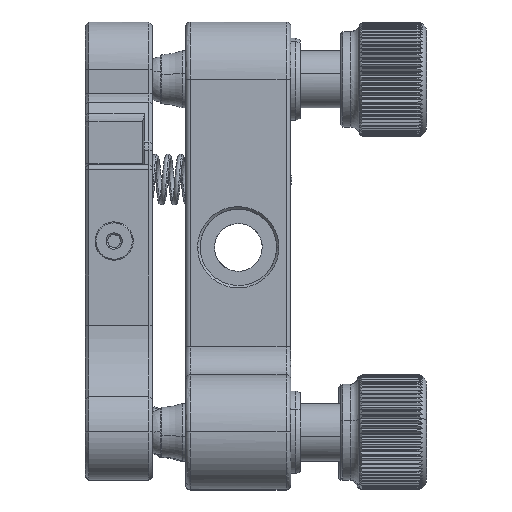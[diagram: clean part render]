
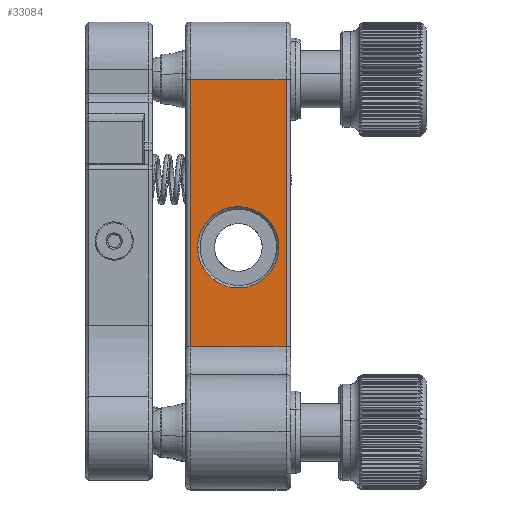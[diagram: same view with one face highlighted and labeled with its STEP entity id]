
A CAD part, top view. The second image highlights one B-rep face of the part: STEP entity #33084.
In plain terms, the highlighted planar face has unit normal (0, 0, 1).
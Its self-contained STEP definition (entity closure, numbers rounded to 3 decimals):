
#872 = CARTESIAN_POINT ( 'NONE',  ( 1.112, 5.039, -12.5 ) ) ;
#1955 = CARTESIAN_POINT ( 'NONE',  ( -3.714, 3.04, -12.5 ) ) ;
#1968 = EDGE_CURVE ( 'NONE', #3218, #5733, #44189, .T. ) ;
#3218 = VERTEX_POINT ( 'NONE', #28001 ) ;
#3526 = CARTESIAN_POINT ( 'NONE',  ( -3.714, -1.24, -12.5 ) ) ;
#3910 = FACE_OUTER_BOUND ( 'NONE', #30849, .T. ) ;
#4077 = CARTESIAN_POINT ( 'NONE',  ( 2.14, -2.814, -12.5 ) ) ;
#4284 = CARTESIAN_POINT ( 'NONE',  ( 5., 18.5, -12.5 ) ) ;
#4600 = ORIENTED_EDGE ( 'NONE', *, *, #28044, .F. ) ;
#5733 = VERTEX_POINT ( 'NONE', #51447 ) ;
#6093 = CARTESIAN_POINT ( 'NONE',  ( 4.25, 0.9, -12.5 ) ) ;
#6103 = EDGE_CURVE ( 'NONE', #43793, #5733, #35928, .T. ) ;
#6713 = CARTESIAN_POINT ( 'NONE',  ( 4.25, 0.9, -12.5 ) ) ;
#6742 = EDGE_CURVE ( 'NONE', #43715, #20755, #52788, .T. ) ;
#8285 = CARTESIAN_POINT ( 'NONE',  ( -1.667, -9.5, -12.5 ) ) ;
#9141 = CARTESIAN_POINT ( 'NONE',  ( 0.556, 5.15, -12.5 ) ) ;
#9292 = B_SPLINE_CURVE_WITH_KNOTS ( 'NONE', 3,
 ( #36601, #44277, #52504, #52768 ),
 .UNSPECIFIED., .F., .F.,
 ( 4, 4 ),
 ( 0., 1. ),
 .UNSPECIFIED. ) ;
#9295 = CARTESIAN_POINT ( 'NONE',  ( 4.25, 0.9, -12.5 ) ) ;
#12927 = CARTESIAN_POINT ( 'NONE',  ( -5., -9.5, -12.5 ) ) ;
#13365 = ORIENTED_EDGE ( 'NONE', *, *, #1968, .T. ) ;
#15031 = ORIENTED_EDGE ( 'NONE', *, *, #18194, .F. ) ;
#16158 = CARTESIAN_POINT ( 'NONE',  ( -1.112, -3.239, -12.5 ) ) ;
#16261 = CARTESIAN_POINT ( 'NONE',  ( -5.5, 24.5, -12.5 ) ) ;
#18194 = EDGE_CURVE ( 'NONE', #3218, #42404, #39054, .T. ) ;
#18409 = CARTESIAN_POINT ( 'NONE',  ( -4.139, 2.012, -12.5 ) ) ;
#18585 = EDGE_CURVE ( 'NONE', #20755, #43715, #49415, .T. ) ;
#20260 = CARTESIAN_POINT ( 'NONE',  ( -3.399, -1.712, -12.5 ) ) ;
#20369 = FACE_BOUND ( 'NONE', #38182, .T. ) ;
#20755 = VERTEX_POINT ( 'NONE', #6713 ) ;
#20797 = CARTESIAN_POINT ( 'NONE',  ( 2.612, -2.499, -12.5 ) ) ;
#21527 = CARTESIAN_POINT ( 'NONE',  ( 5., -0.167, -12.5 ) ) ;
#22151 = CARTESIAN_POINT ( 'NONE',  ( 3.399, -1.712, -12.5 ) ) ;
#22806 = CARTESIAN_POINT ( 'NONE',  ( -1.112, 5.039, -12.5 ) ) ;
#24915 = CARTESIAN_POINT ( 'NONE',  ( -4.139, -0.212, -12.5 ) ) ;
#25107 = CARTESIAN_POINT ( 'NONE',  ( 5., 9.167, -12.5 ) ) ;
#25839 = CARTESIAN_POINT ( 'NONE',  ( -3.399, 3.512, -12.5 ) ) ;
#26180 = CARTESIAN_POINT ( 'NONE',  ( 5., 18.5, -12.5 ) ) ;
#26429 = CARTESIAN_POINT ( 'NONE',  ( -5., 9.167, -12.5 ) ) ;
#26515 = CARTESIAN_POINT ( 'NONE',  ( 4.139, -0.212, -12.5 ) ) ;
#26618 = CARTESIAN_POINT ( 'NONE',  ( -5., 18.5, -12.5 ) ) ;
#28001 = CARTESIAN_POINT ( 'NONE',  ( -5., -9.5, -12.5 ) ) ;
#28044 = EDGE_CURVE ( 'NONE', #42404, #43793, #9292, .T. ) ;
#28466 = CARTESIAN_POINT ( 'NONE',  ( -4.25, 0.344, -12.5 ) ) ;
#29932 = CARTESIAN_POINT ( 'NONE',  ( 3.399, 3.512, -12.5 ) ) ;
#30540 = CARTESIAN_POINT ( 'NONE',  ( -5., -0.167, -12.5 ) ) ;
#30746 = CARTESIAN_POINT ( 'NONE',  ( -2.612, 4.299, -12.5 ) ) ;
#30849 = EDGE_LOOP ( 'NONE', ( #15031, #13365, #46608, #4600 ) ) ;
#32421 = PLANE ( 'NONE',  #36351 ) ;
#32978 = DIRECTION ( 'NONE',  ( 0., 0., -1. ) ) ;
#33084 = ADVANCED_FACE ( 'NONE', ( #3910, #20369 ), #32421, .F. ) ;
#33748 = CARTESIAN_POINT ( 'NONE',  ( 1.667, -9.5, -12.5 ) ) ;
#34942 = CARTESIAN_POINT ( 'NONE',  ( -5., -9.5, -12.5 ) ) ;
#35147 = CARTESIAN_POINT ( 'NONE',  ( -4.25, 0.9, -12.5 ) ) ;
#35928 = B_SPLINE_CURVE_WITH_KNOTS ( 'NONE', 3,
 ( #26180, #25107, #21527, #41800 ),
 .UNSPECIFIED., .F., .F.,
 ( 4, 4 ),
 ( 0., 1. ),
 .UNSPECIFIED. ) ;
#36351 = AXIS2_PLACEMENT_3D ( 'NONE', #16261, #32978, #44744 ) ;
#36601 = CARTESIAN_POINT ( 'NONE',  ( -5., 18.5, -12.5 ) ) ;
#36977 = CARTESIAN_POINT ( 'NONE',  ( -2.612, -2.499, -12.5 ) ) ;
#37326 = ORIENTED_EDGE ( 'NONE', *, *, #18585, .F. ) ;
#38182 = EDGE_LOOP ( 'NONE', ( #37326, #39196 ) ) ;
#38427 = CARTESIAN_POINT ( 'NONE',  ( 3.714, 3.04, -12.5 ) ) ;
#38852 = CARTESIAN_POINT ( 'NONE',  ( 3.714, -1.24, -12.5 ) ) ;
#39054 = B_SPLINE_CURVE_WITH_KNOTS ( 'NONE', 3,
 ( #34942, #30540, #26429, #39305 ),
 .UNSPECIFIED., .F., .F.,
 ( 4, 4 ),
 ( 0., 1. ),
 .UNSPECIFIED. ) ;
#39196 = ORIENTED_EDGE ( 'NONE', *, *, #6742, .F. ) ;
#39305 = CARTESIAN_POINT ( 'NONE',  ( -5., 18.5, -12.5 ) ) ;
#39508 = CARTESIAN_POINT ( 'NONE',  ( 2.14, 4.614, -12.5 ) ) ;
#41614 = CARTESIAN_POINT ( 'NONE',  ( 1.112, -3.239, -12.5 ) ) ;
#41800 = CARTESIAN_POINT ( 'NONE',  ( 5., -9.5, -12.5 ) ) ;
#42404 = VERTEX_POINT ( 'NONE', #26618 ) ;
#42531 = CARTESIAN_POINT ( 'NONE',  ( 4.139, 2.012, -12.5 ) ) ;
#43218 = CARTESIAN_POINT ( 'NONE',  ( 4.25, 0.344, -12.5 ) ) ;
#43342 = CARTESIAN_POINT ( 'NONE',  ( -4.25, 1.456, -12.5 ) ) ;
#43715 = VERTEX_POINT ( 'NONE', #50590 ) ;
#43793 = VERTEX_POINT ( 'NONE', #4284 ) ;
#44189 = B_SPLINE_CURVE_WITH_KNOTS ( 'NONE', 3,
 ( #12927, #8285, #33748, #50455 ),
 .UNSPECIFIED., .F., .F.,
 ( 4, 4 ),
 ( 0., 1. ),
 .UNSPECIFIED. ) ;
#44277 = CARTESIAN_POINT ( 'NONE',  ( -1.667, 18.5, -12.5 ) ) ;
#44744 = DIRECTION ( 'NONE',  ( -1., 0., 0. ) ) ;
#45719 = CARTESIAN_POINT ( 'NONE',  ( 0.556, -3.35, -12.5 ) ) ;
#46608 = ORIENTED_EDGE ( 'NONE', *, *, #6103, .F. ) ;
#46647 = CARTESIAN_POINT ( 'NONE',  ( 2.612, 4.299, -12.5 ) ) ;
#46918 = CARTESIAN_POINT ( 'NONE',  ( 4.25, 1.456, -12.5 ) ) ;
#49415 = B_SPLINE_CURVE_WITH_KNOTS ( 'NONE', 3,
 ( #6093, #46918, #42531, #38427, #29932, #46647, #39508, #872, #9141, #50763, #22806, #51312, #30746, #25839, #1955, #18409, #43342, #35147 ),
 .UNSPECIFIED., .F., .F.,
 ( 4, 2, 2, 2, 2, 2, 2, 2, 4 ),
 ( 0., 0.125, 0.25, 0.375, 0.5, 0.625, 0.75, 0.875, 1. ),
 .UNSPECIFIED. ) ;
#50455 = CARTESIAN_POINT ( 'NONE',  ( 5., -9.5, -12.5 ) ) ;
#50590 = CARTESIAN_POINT ( 'NONE',  ( -4.25, 0.9, -12.5 ) ) ;
#50763 = CARTESIAN_POINT ( 'NONE',  ( -0.556, 5.15, -12.5 ) ) ;
#51312 = CARTESIAN_POINT ( 'NONE',  ( -2.14, 4.614, -12.5 ) ) ;
#51447 = CARTESIAN_POINT ( 'NONE',  ( 5., -9.5, -12.5 ) ) ;
#52504 = CARTESIAN_POINT ( 'NONE',  ( 1.667, 18.5, -12.5 ) ) ;
#52768 = CARTESIAN_POINT ( 'NONE',  ( 5., 18.5, -12.5 ) ) ;
#52788 = B_SPLINE_CURVE_WITH_KNOTS ( 'NONE', 3,
 ( #53407, #28466, #24915, #3526, #20260, #36977, #53678, #16158, #53955, #45719, #41614, #4077, #20797, #22151, #38852, #26515, #43218, #9295 ),
 .UNSPECIFIED., .F., .F.,
 ( 4, 2, 2, 2, 2, 2, 2, 2, 4 ),
 ( 0., 0.125, 0.25, 0.375, 0.5, 0.625, 0.75, 0.875, 1. ),
 .UNSPECIFIED. ) ;
#53407 = CARTESIAN_POINT ( 'NONE',  ( -4.25, 0.9, -12.5 ) ) ;
#53678 = CARTESIAN_POINT ( 'NONE',  ( -2.14, -2.814, -12.5 ) ) ;
#53955 = CARTESIAN_POINT ( 'NONE',  ( -0.556, -3.35, -12.5 ) ) ;
